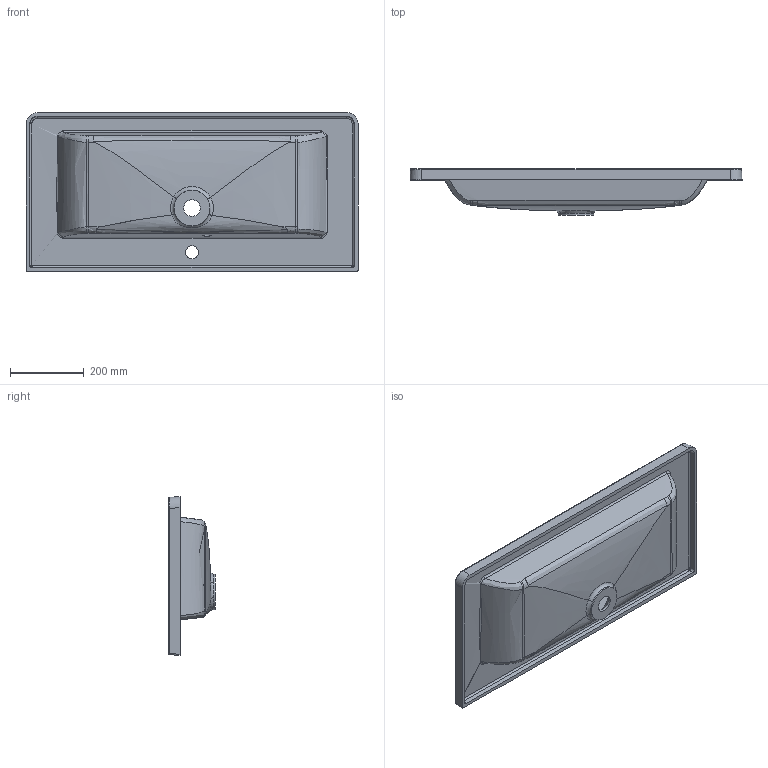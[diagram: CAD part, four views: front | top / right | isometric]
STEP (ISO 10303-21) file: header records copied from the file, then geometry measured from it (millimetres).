
FILE_DESCRIPTION (( 'STEP AP214' ), '1' );
FILE_NAME ('Tres 900.STEP', '2021-04-23T09:06:34', ( 'User Windows' ), ( '' ), 'SwSTEP 2.0', 'SolidWorks 2020', '' );
FILE_SCHEMA (( 'AUTOMOTIVE_DESIGN' ));
Length unit declared in the file: millimetre
Products named in the file (1): Tres 900
Bounding box: 900 x 125 x 430 mm (x, y, z)
Volume: 5421821.3 mm3; surface area: 1125201.9 mm2
Topology: 1 solids, 1 shells, 142 faces, 356 edges, 202 vertices
Faces by surface type: bspline 82, cylinder 38, plane 18, cone 4
Entity records: 13932 total; most frequent: CARTESIAN_POINT 11286, ORIENTED_EDGE 676, DIRECTION 356, EDGE_CURVE 338, VERTEX_POINT 202, EDGE_LOOP 152, B_SPLINE_CURVE_WITH_KNOTS 146, ADVANCED_FACE 142
